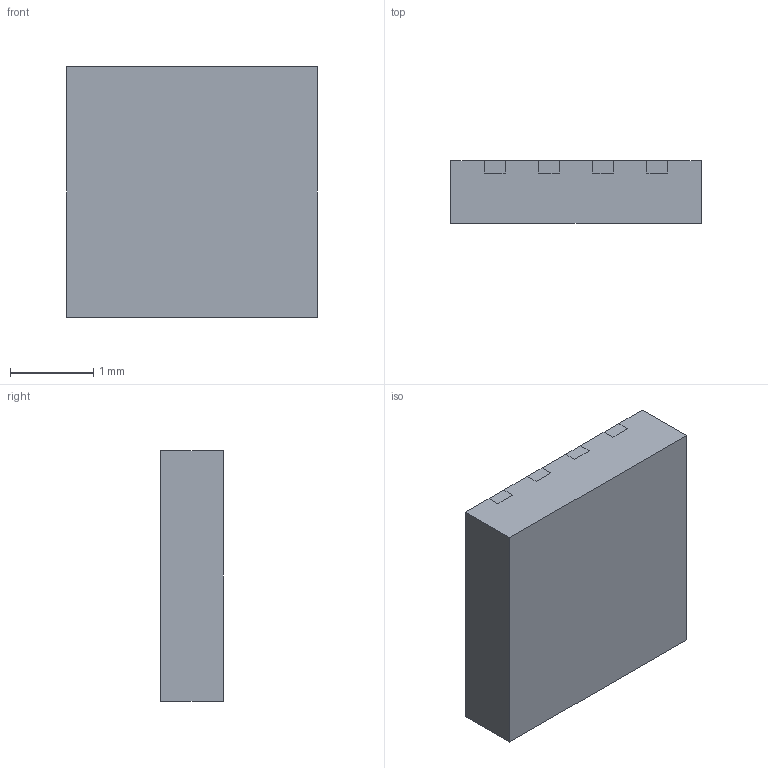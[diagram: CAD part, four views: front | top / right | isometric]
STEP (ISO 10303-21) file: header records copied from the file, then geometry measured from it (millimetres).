
FILE_DESCRIPTION(/* description */ ('Unknown'),/* implementation_level */ '2;1');
FILE_NAME(/* name */ 'DFN3030F-8',/* time_stamp */ '2025-09-02T18:29:33+08:00',/* author */ ('Unknown'),/* organization */ ('Unknown'),/* preprocessor_version */ 'ST-DEVELOPER v20',/* originating_system */ 'Solid Edge',/* authorisation */ 'Unknown');
FILE_SCHEMA (('AUTOMOTIVE_DESIGN {1 0 10303 214 3 1 1}'));
Length unit declared in the file: millimetre
Products named in the file (3): DFN3030F-8; Compound; LDF
Assembly tree (2 placements, depth 2):
  DFN3030F-8
    Compound
    LDF
Bounding box: 3 x 0.75 x 3 mm (x, y, z)
Volume: 6.8 mm3; surface area: 40.5 mm2
Topology: 10 solids, 10 shells, 99 faces, 234 edges, 156 vertices
Faces by surface type: plane 97, cylinder 2
Entity records: 3189 total; most frequent: CARTESIAN_POINT 492, ORIENTED_EDGE 468, DIRECTION 442, EDGE_CURVE 234, LINE 230, VECTOR 230, VERTEX_POINT 156, AXIS2_PLACEMENT_3D 106
